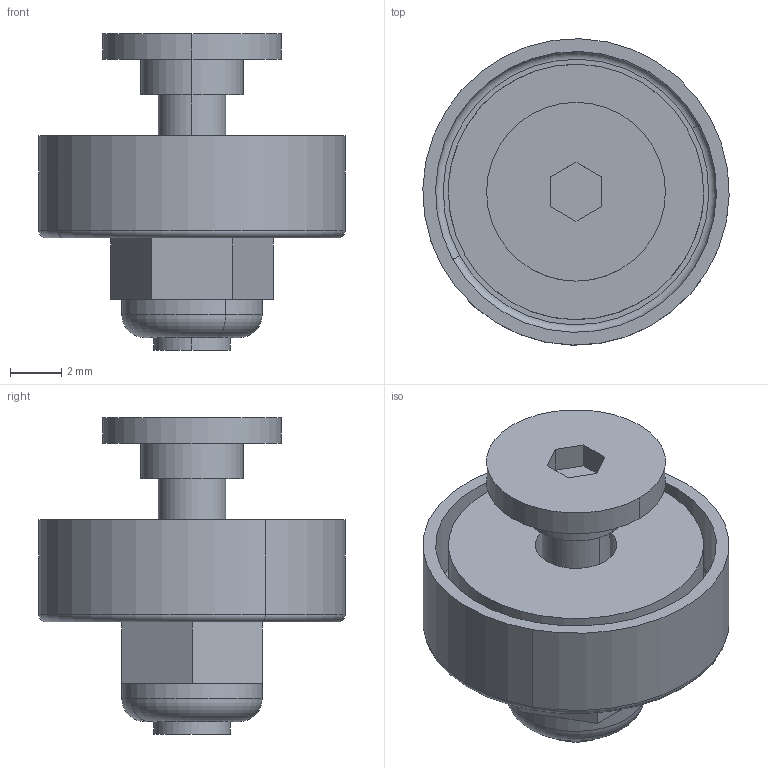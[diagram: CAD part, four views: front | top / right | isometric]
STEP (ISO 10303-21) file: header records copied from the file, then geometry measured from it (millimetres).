
FILE_DESCRIPTION(('CATIA V5R24 STEP','CAx-IF Rec.Pracs.--- Model Styling and Organization---1.2---2011-12-15'),'2;1');
FILE_NAME ('D1450600_0_1285200000_1285200000.stp','2018-01-15T12:47:45+00:00',('none'),('Weidmueller'),'CATIA Version 5-6 Release 2014 SP4 HF52','CATIA V5 STEP AP214','none');
FILE_SCHEMA(('AUTOMOTIVE_DESIGN { 1 0 10303 214 1 1 1 1 }'));
Length unit declared in the file: millimetre
Products named in the file (1): SD_FIXING_SET_KTB
Bounding box: 12 x 12 x 12.4 mm (x, y, z)
Volume: 553.8 mm3; surface area: 836.1 mm2
Topology: 1 solids, 1 shells, 54 faces, 114 edges, 74 vertices
Faces by surface type: plane 26, cylinder 22, torus 6
Entity records: 1448 total; most frequent: CARTESIAN_POINT 256, ORIENTED_EDGE 228, DIRECTION 190, EDGE_CURVE 114, AXIS2_PLACEMENT_3D 94, VERTEX_POINT 74, EDGE_LOOP 66, VECTOR 58
